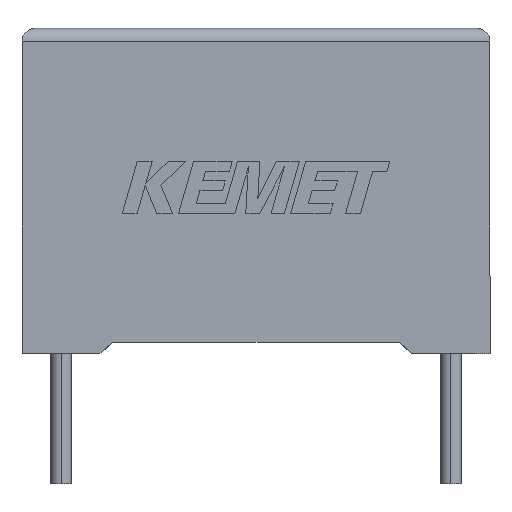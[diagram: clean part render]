
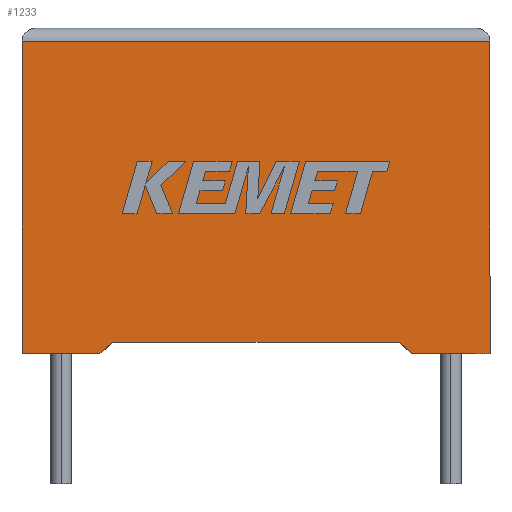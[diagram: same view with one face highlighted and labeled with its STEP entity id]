
A CAD part, top view. The second image highlights one B-rep face of the part: STEP entity #1233.
In plain terms, the highlighted planar face has unit normal (0, 0, 1).
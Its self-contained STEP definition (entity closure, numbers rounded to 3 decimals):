
#28 = LINE ( 'NONE', #522, #1220 ) ;
#73 = LINE ( 'NONE', #2960, #2771 ) ;
#118 = CARTESIAN_POINT ( 'NONE',  ( 15., 0., 6.5 ) ) ;
#128 = DIRECTION ( 'NONE',  ( -0.757, -0.653, 0. ) ) ;
#147 = VERTEX_POINT ( 'NONE', #1237 ) ;
#175 = LINE ( 'NONE', #118, #2212 ) ;
#200 = CARTESIAN_POINT ( 'NONE',  ( 18., 0., 6.5 ) ) ;
#292 = EDGE_LOOP ( 'NONE', ( #955, #2075, #399, #2596, #373, #1609, #1519, #1657 ) ) ;
#373 = ORIENTED_EDGE ( 'NONE', *, *, #1687, .F. ) ;
#397 = LINE ( 'NONE', #1733, #978 ) ;
#399 = ORIENTED_EDGE ( 'NONE', *, *, #1621, .T. ) ;
#406 = VERTEX_POINT ( 'NONE', #412 ) ;
#412 = CARTESIAN_POINT ( 'NONE',  ( 15., 0., 6.5 ) ) ;
#448 = CARTESIAN_POINT ( 'NONE',  ( 0., 0., 6.5 ) ) ;
#451 = DIRECTION ( 'NONE',  ( 0., 0., -1. ) ) ;
#522 = CARTESIAN_POINT ( 'NONE',  ( 3., 0., 6.5 ) ) ;
#539 = CARTESIAN_POINT ( 'NONE',  ( 3.5, 0.431, 6.5 ) ) ;
#626 = VECTOR ( 'NONE', #1206, 1000. ) ;
#819 = VERTEX_POINT ( 'NONE', #1153 ) ;
#883 = CARTESIAN_POINT ( 'NONE',  ( 14.5, 0.431, 6.5 ) ) ;
#940 = EDGE_CURVE ( 'NONE', #1306, #2432, #2447, .T. ) ;
#955 = ORIENTED_EDGE ( 'NONE', *, *, #2992, .T. ) ;
#974 = LINE ( 'NONE', #2494, #1052 ) ;
#978 = VECTOR ( 'NONE', #1983, 1000. ) ;
#1042 = AXIS2_PLACEMENT_3D ( 'NONE', #1375, #451, #1626 ) ;
#1052 = VECTOR ( 'NONE', #2286, 1000. ) ;
#1153 = CARTESIAN_POINT ( 'NONE',  ( 0., 0., 6.5 ) ) ;
#1206 = DIRECTION ( 'NONE',  ( -1., 0., 0. ) ) ;
#1220 = VECTOR ( 'NONE', #128, 1000. ) ;
#1233 = ADVANCED_FACE ( 'NONE', ( #1392 ), #2710, .F. ) ;
#1237 = CARTESIAN_POINT ( 'NONE',  ( 18., 12., 6.5 ) ) ;
#1274 = VERTEX_POINT ( 'NONE', #2600 ) ;
#1306 = VERTEX_POINT ( 'NONE', #883 ) ;
#1375 = CARTESIAN_POINT ( 'NONE',  ( 0., 0., 6.5 ) ) ;
#1392 = FACE_OUTER_BOUND ( 'NONE', #292, .T. ) ;
#1416 = CARTESIAN_POINT ( 'NONE',  ( 3., 0., 6.5 ) ) ;
#1518 = LINE ( 'NONE', #448, #2768 ) ;
#1519 = ORIENTED_EDGE ( 'NONE', *, *, #1837, .T. ) ;
#1609 = ORIENTED_EDGE ( 'NONE', *, *, #940, .F. ) ;
#1621 = EDGE_CURVE ( 'NONE', #1274, #819, #397, .T. ) ;
#1626 = DIRECTION ( 'NONE',  ( -1., 0., 0. ) ) ;
#1657 = ORIENTED_EDGE ( 'NONE', *, *, #2640, .T. ) ;
#1658 = CARTESIAN_POINT ( 'NONE',  ( 9., 0.431, 6.5 ) ) ;
#1687 = EDGE_CURVE ( 'NONE', #2432, #2955, #28, .T. ) ;
#1733 = CARTESIAN_POINT ( 'NONE',  ( 0., 0., 6.5 ) ) ;
#1837 = EDGE_CURVE ( 'NONE', #1306, #406, #175, .T. ) ;
#1846 = VECTOR ( 'NONE', #1855, 1000. ) ;
#1855 = DIRECTION ( 'NONE',  ( 0., 1., 0. ) ) ;
#1899 = DIRECTION ( 'NONE',  ( 1., 0., 0. ) ) ;
#1936 = CARTESIAN_POINT ( 'NONE',  ( 18., 0., 6.5 ) ) ;
#1959 = LINE ( 'NONE', #200, #1846 ) ;
#1982 = DIRECTION ( 'NONE',  ( -1., 0., 0. ) ) ;
#1983 = DIRECTION ( 'NONE',  ( 0., -1., 0. ) ) ;
#2011 = DIRECTION ( 'NONE',  ( 0.757, -0.653, 0. ) ) ;
#2055 = EDGE_CURVE ( 'NONE', #819, #2955, #974, .T. ) ;
#2075 = ORIENTED_EDGE ( 'NONE', *, *, #2614, .T. ) ;
#2212 = VECTOR ( 'NONE', #2011, 1000. ) ;
#2286 = DIRECTION ( 'NONE',  ( 1., 0., 0. ) ) ;
#2432 = VERTEX_POINT ( 'NONE', #539 ) ;
#2447 = LINE ( 'NONE', #1658, #626 ) ;
#2494 = CARTESIAN_POINT ( 'NONE',  ( 0., 0., 6.5 ) ) ;
#2596 = ORIENTED_EDGE ( 'NONE', *, *, #2055, .T. ) ;
#2600 = CARTESIAN_POINT ( 'NONE',  ( 0., 12., 6.5 ) ) ;
#2614 = EDGE_CURVE ( 'NONE', #147, #1274, #73, .T. ) ;
#2640 = EDGE_CURVE ( 'NONE', #406, #2772, #1518, .T. ) ;
#2710 = PLANE ( 'NONE',  #1042 ) ;
#2768 = VECTOR ( 'NONE', #1899, 1000. ) ;
#2771 = VECTOR ( 'NONE', #1982, 1000. ) ;
#2772 = VERTEX_POINT ( 'NONE', #1936 ) ;
#2955 = VERTEX_POINT ( 'NONE', #1416 ) ;
#2960 = CARTESIAN_POINT ( 'NONE',  ( 0., 12., 6.5 ) ) ;
#2992 = EDGE_CURVE ( 'NONE', #2772, #147, #1959, .T. ) ;
